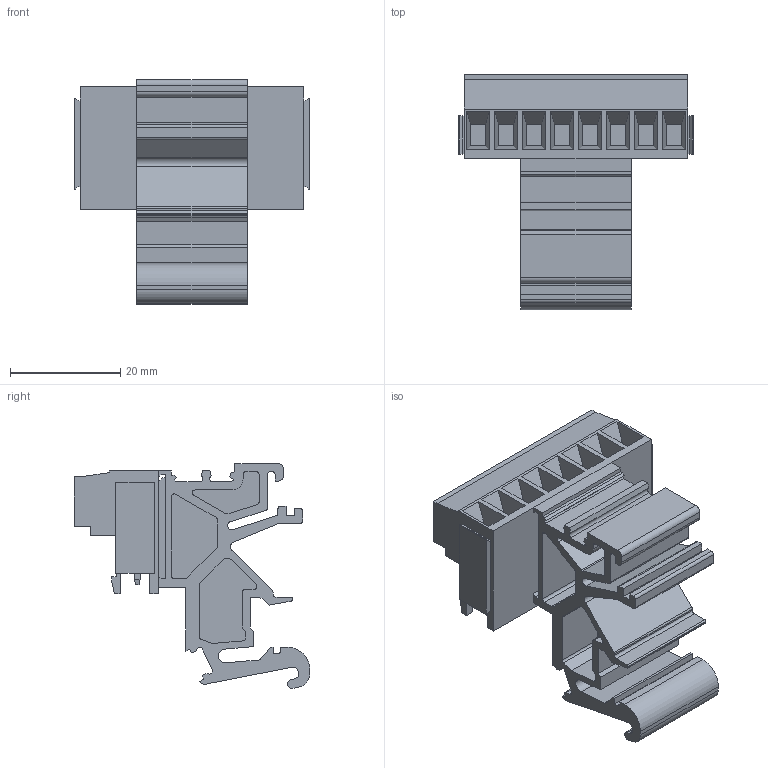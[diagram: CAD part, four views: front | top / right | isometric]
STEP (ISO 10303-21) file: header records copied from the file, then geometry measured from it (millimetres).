
FILE_DESCRIPTION(('CATIA V5 STEP Exchange','CAx-IF Rec.Pracs.--- Model Styling and Organization---1.2---2011-12-15'),'2;1');
FILE_NAME ('D1457442_0_1846150000_1846150000.stp','2018-11-23T07:00:33+00:00',('none'),('Weidmueller'),'CATIA Version 5-6 Release 2014','CATIA V5 STEP AP214','none');
FILE_SCHEMA(('AUTOMOTIVE_DESIGN { 1 0 10303 214 1 1 1 1 }'));
Length unit declared in the file: millimetre
Products named in the file (1): 1846150000
Bounding box: 42.64 x 42.75 x 40.82 mm (x, y, z)
Volume: 14642.2 mm3; surface area: 12978.7 mm2
Topology: 9 solids, 9 shells, 453 faces, 1248 edges, 818 vertices
Faces by surface type: plane 371, cylinder 82
Entity records: 13493 total; most frequent: ORIENTED_EDGE 2496, CARTESIAN_POINT 2436, DIRECTION 1890, EDGE_CURVE 1248, VECTOR 1052, LINE 1052, VERTEX_POINT 818, AXIS2_PLACEMENT_3D 502
